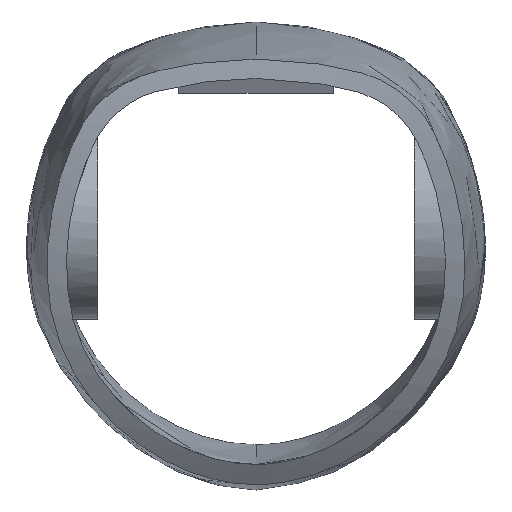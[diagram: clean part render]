
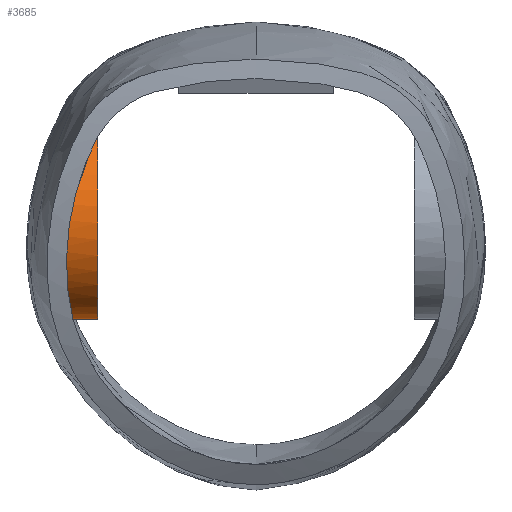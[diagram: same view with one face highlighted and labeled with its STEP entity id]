
A CAD part, front view. The second image highlights one B-rep face of the part: STEP entity #3685.
In plain terms, the highlighted cylindrical face has radius 5 mm (diameter 10 mm), a partial arc.
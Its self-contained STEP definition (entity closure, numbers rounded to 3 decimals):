
#4 = CARTESIAN_POINT ( 'NONE',  ( -9.346, 29.679, 9. ) ) ;
#50 = EDGE_CURVE ( 'NONE', #2854, #2708, #1682, .T. ) ;
#68 = DIRECTION ( 'NONE',  ( 1., 0., 0. ) ) ;
#91 = DIRECTION ( 'NONE',  ( -1., 0., 0. ) ) ;
#148 = CARTESIAN_POINT ( 'NONE',  ( -9.794, 26.71, 7.78 ) ) ;
#208 = CARTESIAN_POINT ( 'NONE',  ( -10.572, 26.952, 0.027 ) ) ;
#224 = ORIENTED_EDGE ( 'NONE', *, *, #50, .T. ) ;
#232 = CARTESIAN_POINT ( 'NONE',  ( -10.662, 26.396, 0.534 ) ) ;
#270 = CARTESIAN_POINT ( 'NONE',  ( -9.354, 30., 9. ) ) ;
#425 = EDGE_CURVE ( 'NONE', #2854, #873, #2424, .T. ) ;
#461 = CARTESIAN_POINT ( 'NONE',  ( -9.719, 26.961, 7.985 ) ) ;
#500 = CARTESIAN_POINT ( 'NONE',  ( -10.446, 27.777, -0.473 ) ) ;
#522 = CARTESIAN_POINT ( 'NONE',  ( -10.765, 25.026, 3.392 ) ) ;
#543 = CARTESIAN_POINT ( 'NONE',  ( -10.364, 25.367, 5.882 ) ) ;
#604 = CARTESIAN_POINT ( 'NONE',  ( -9.354, 30., 9. ) ) ;
#699 = LINE ( 'NONE', #1650, #1989 ) ;
#770 = DIRECTION ( 'NONE',  ( 1., 0., 0. ) ) ;
#787 = CARTESIAN_POINT ( 'NONE',  ( -9.43, 28.397, 8.749 ) ) ;
#824 = CARTESIAN_POINT ( 'NONE',  ( -10.425, 27.928, -0.545 ) ) ;
#868 = CARTESIAN_POINT ( 'NONE',  ( -10.418, 25.279, 5.65 ) ) ;
#873 = VERTEX_POINT ( 'NONE', #270 ) ;
#954 = EDGE_CURVE ( 'NONE', #873, #3504, #699, .T. ) ;
#1001 = DIRECTION ( 'NONE',  ( 1., 0., 0. ) ) ;
#1108 = CARTESIAN_POINT ( 'NONE',  ( -10.677, 25.002, 4.219 ) ) ;
#1131 = CARTESIAN_POINT ( 'NONE',  ( -10.298, 29.179, -0.934 ) ) ;
#1174 = CARTESIAN_POINT ( 'NONE',  ( -10.272, 25.525, 6.255 ) ) ;
#1344 = CARTESIAN_POINT ( 'NONE',  ( -8.2, 30., 4. ) ) ;
#1416 = CARTESIAN_POINT ( 'NONE',  ( -10.366, 28.386, -0.74 ) ) ;
#1457 = CARTESIAN_POINT ( 'NONE',  ( -10.672, 26.335, 0.598 ) ) ;
#1481 = CARTESIAN_POINT ( 'NONE',  ( -10.799, 25.148, 2.747 ) ) ;
#1622 = CARTESIAN_POINT ( 'NONE',  ( -11.889, 30., -1. ) ) ;
#1650 = CARTESIAN_POINT ( 'NONE',  ( -11.889, 30., 9. ) ) ;
#1682 = LINE ( 'NONE', #1622, #3223 ) ;
#1699 = CARTESIAN_POINT ( 'NONE',  ( -9.586, 27.495, 8.34 ) ) ;
#1736 = CARTESIAN_POINT ( 'NONE',  ( -10.272, 30., -1. ) ) ;
#1757 = CARTESIAN_POINT ( 'NONE',  ( -10.737, 24.997, 3.72 ) ) ;
#1780 = CARTESIAN_POINT ( 'NONE',  ( -10.774, 25.645, 1.519 ) ) ;
#1785 = ORIENTED_EDGE ( 'NONE', *, *, #3540, .T. ) ;
#1989 = VECTOR ( 'NONE', #1001, 1000. ) ;
#2006 = DIRECTION ( 'NONE',  ( 0., 0., -1. ) ) ;
#2015 = ORIENTED_EDGE ( 'NONE', *, *, #425, .F. ) ;
#2022 = CARTESIAN_POINT ( 'NONE',  ( -9.393, 28.712, 8.846 ) ) ;
#2041 = CARTESIAN_POINT ( 'NONE',  ( -10.333, 28.699, -0.837 ) ) ;
#2062 = CARTESIAN_POINT ( 'NONE',  ( -10.456, 27.707, -0.438 ) ) ;
#2084 = CARTESIAN_POINT ( 'NONE',  ( -10.722, 26.013, 0.976 ) ) ;
#2106 = CARTESIAN_POINT ( 'NONE',  ( -9.954, 26.242, 7.314 ) ) ;
#2173 = DIRECTION ( 'NONE',  ( 0., 0., 1. ) ) ;
#2193 = AXIS2_PLACEMENT_3D ( 'NONE', #3572, #770, #2006 ) ;
#2311 = FACE_OUTER_BOUND ( 'NONE', #3725, .T. ) ;
#2324 = ORIENTED_EDGE ( 'NONE', *, *, #954, .F. ) ;
#2330 = CARTESIAN_POINT ( 'NONE',  ( -10.613, 26.697, 0.231 ) ) ;
#2368 = CARTESIAN_POINT ( 'NONE',  ( -10.791, 25.492, 1.81 ) ) ;
#2390 = CARTESIAN_POINT ( 'NONE',  ( -10.518, 25.138, 5.182 ) ) ;
#2413 = CARTESIAN_POINT ( 'NONE',  ( -10.194, 25.678, 6.537 ) ) ;
#2424 = B_SPLINE_CURVE_WITH_KNOTS ( 'NONE', 3,
 ( #1736, #2649, #2671, #3609, #1131, #2041, #1416, #3282, #824, #500, #2062, #3893, #3873, #208, #2330, #232, #1457, #3936, #3307, #2084, #2938, #1780, #2368, #3959, #1481, #522, #1757, #1108, #3571, #2997, #2693, #2390, #3630, #868, #3329, #543, #1174, #2413, #3651, #2106, #148, #461, #1699, #2630, #787, #2022, #3265, #4, #604 ),
 .UNSPECIFIED., .F., .F.,
 ( 4, 2, 2, 2, 2, 2, 2, 2, 2, 2, 2, 2, 2, 2, 2, 2, 1, 2, 2, 2, 2, 2, 2, 2, 4 ),
 ( 0.238, 0.255, 0.271, 0.303, 0.311, 0.32, 0.336, 0.368, 0.376, 0.384, 0.401, 0.433, 0.466, 0.498, 0.514, 0.531, 0.547, 0.555, 0.563, 0.596, 0.628, 0.661, 0.693, 0.726, 0.758 ),
 .UNSPECIFIED. ) ;
#2579 = CIRCLE ( 'NONE', #3292, 5. ) ;
#2630 = CARTESIAN_POINT ( 'NONE',  ( -9.529, 27.776, 8.49 ) ) ;
#2649 = CARTESIAN_POINT ( 'NONE',  ( -10.273, 29.835, -1. ) ) ;
#2671 = CARTESIAN_POINT ( 'NONE',  ( -10.277, 29.668, -0.992 ) ) ;
#2693 = CARTESIAN_POINT ( 'NONE',  ( -10.577, 25.072, 4.865 ) ) ;
#2708 = VERTEX_POINT ( 'NONE', #3647 ) ;
#2854 = VERTEX_POINT ( 'NONE', #3807 ) ;
#2867 = CARTESIAN_POINT ( 'NONE',  ( -8.2, 30., 9. ) ) ;
#2938 = CARTESIAN_POINT ( 'NONE',  ( -10.737, 25.916, 1.109 ) ) ;
#2997 = CARTESIAN_POINT ( 'NONE',  ( -10.605, 25.047, 4.704 ) ) ;
#3223 = VECTOR ( 'NONE', #68, 1000. ) ;
#3265 = CARTESIAN_POINT ( 'NONE',  ( -9.352, 29.351, 8.97 ) ) ;
#3282 = CARTESIAN_POINT ( 'NONE',  ( -10.415, 28.004, -0.579 ) ) ;
#3292 = AXIS2_PLACEMENT_3D ( 'NONE', #1344, #91, #2173 ) ;
#3307 = CARTESIAN_POINT ( 'NONE',  ( -10.698, 26.17, 0.784 ) ) ;
#3329 = CARTESIAN_POINT ( 'NONE',  ( -10.383, 25.336, 5.804 ) ) ;
#3504 = VERTEX_POINT ( 'NONE', #2867 ) ;
#3540 = EDGE_CURVE ( 'NONE', #2708, #3504, #2579, .T. ) ;
#3571 = CARTESIAN_POINT ( 'NONE',  ( -10.654, 25.012, 4.381 ) ) ;
#3572 = CARTESIAN_POINT ( 'NONE',  ( -11.889, 30., 4. ) ) ;
#3609 = CARTESIAN_POINT ( 'NONE',  ( -10.289, 29.341, -0.959 ) ) ;
#3630 = CARTESIAN_POINT ( 'NONE',  ( -10.471, 25.2, 5.418 ) ) ;
#3647 = CARTESIAN_POINT ( 'NONE',  ( -8.2, 30., -1. ) ) ;
#3651 = CARTESIAN_POINT ( 'NONE',  ( -10.035, 26.037, 7.067 ) ) ;
#3685 = ADVANCED_FACE ( 'NONE', ( #2311 ), #3875, .T. ) ;
#3725 = EDGE_LOOP ( 'NONE', ( #2324, #2015, #224, #1785 ) ) ;
#3807 = CARTESIAN_POINT ( 'NONE',  ( -10.272, 30., -1. ) ) ;
#3873 = CARTESIAN_POINT ( 'NONE',  ( -10.508, 27.356, -0.241 ) ) ;
#3875 = CYLINDRICAL_SURFACE ( 'NONE', #2193, 5. ) ;
#3893 = CARTESIAN_POINT ( 'NONE',  ( -10.487, 27.494, -0.324 ) ) ;
#3936 = CARTESIAN_POINT ( 'NONE',  ( -10.689, 26.224, 0.721 ) ) ;
#3959 = CARTESIAN_POINT ( 'NONE',  ( -10.804, 25.242, 2.428 ) ) ;
